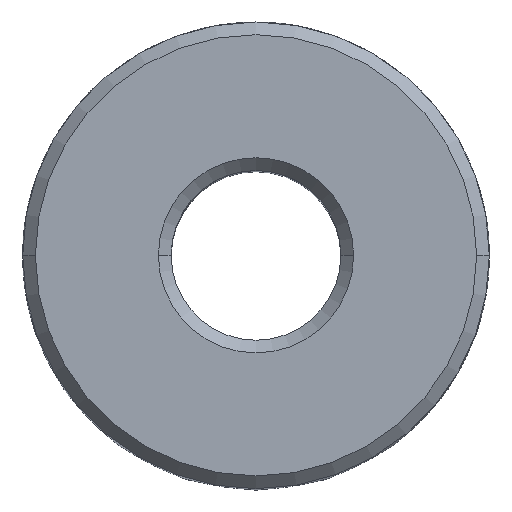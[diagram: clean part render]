
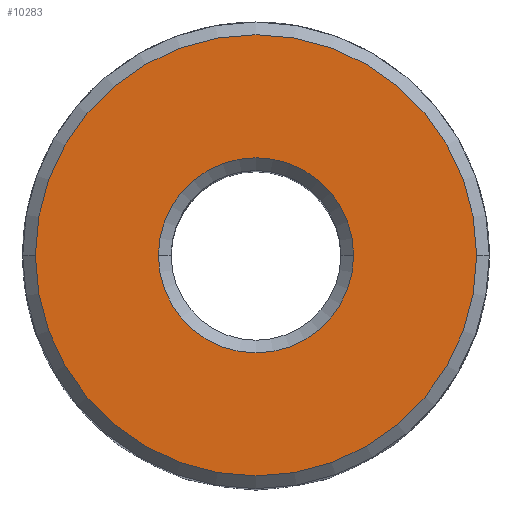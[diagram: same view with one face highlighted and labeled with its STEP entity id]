
A CAD part, top view. The second image highlights one B-rep face of the part: STEP entity #10283.
In plain terms, the highlighted planar face has unit normal (0, 0, 1).
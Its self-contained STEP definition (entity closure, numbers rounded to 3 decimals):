
#134 = FACE_BOUND ( 'NONE', #716, .T. ) ;
#357 = AXIS2_PLACEMENT_3D ( 'NONE', #6314, #4890, #18546 ) ;
#573 = DIRECTION ( 'NONE',  ( 0., 0., -1. ) ) ;
#716 = EDGE_LOOP ( 'NONE', ( #18412, #4602 ) ) ;
#855 = CARTESIAN_POINT ( 'NONE',  ( 0., 0., 18. ) ) ;
#2581 = EDGE_LOOP ( 'NONE', ( #11583, #9290 ) ) ;
#2868 = CARTESIAN_POINT ( 'NONE',  ( -5.2, 0., 18. ) ) ;
#3512 = FACE_OUTER_BOUND ( 'NONE', #2581, .T. ) ;
#4200 = AXIS2_PLACEMENT_3D ( 'NONE', #855, #573, #16869 ) ;
#4602 = ORIENTED_EDGE ( 'NONE', *, *, #13762, .T. ) ;
#4605 = VERTEX_POINT ( 'NONE', #16857 ) ;
#4731 = DIRECTION ( 'NONE',  ( 0., 0., -1. ) ) ;
#4890 = DIRECTION ( 'NONE',  ( 0., 0., -1. ) ) ;
#4936 = CIRCLE ( 'NONE', #15654, 5.2 ) ;
#4941 = DIRECTION ( 'NONE',  ( 0., -1., 0. ) ) ;
#5079 = DIRECTION ( 'NONE',  ( 0., 0., -1. ) ) ;
#5979 = VERTEX_POINT ( 'NONE', #2868 ) ;
#6314 = CARTESIAN_POINT ( 'NONE',  ( 0., 0., 18. ) ) ;
#7322 = CIRCLE ( 'NONE', #17727, 5.2 ) ;
#7371 = EDGE_CURVE ( 'NONE', #4605, #10435, #9716, .T. ) ;
#7911 = CARTESIAN_POINT ( 'NONE',  ( 5.2, 0., 18. ) ) ;
#7924 = AXIS2_PLACEMENT_3D ( 'NONE', #17684, #13359, #4941 ) ;
#9161 = DIRECTION ( 'NONE',  ( -1., 0., 0. ) ) ;
#9290 = ORIENTED_EDGE ( 'NONE', *, *, #12331, .F. ) ;
#9365 = PLANE ( 'NONE',  #7924 ) ;
#9716 = CIRCLE ( 'NONE', #4200, 2.3 ) ;
#10283 = ADVANCED_FACE ( 'NONE', ( #134, #3512 ), #9365, .F. ) ;
#10435 = VERTEX_POINT ( 'NONE', #12319 ) ;
#10775 = CARTESIAN_POINT ( 'NONE',  ( 0., 0., 18. ) ) ;
#11583 = ORIENTED_EDGE ( 'NONE', *, *, #13501, .F. ) ;
#12319 = CARTESIAN_POINT ( 'NONE',  ( -2.3, 0., 18. ) ) ;
#12331 = EDGE_CURVE ( 'NONE', #17634, #5979, #7322, .T. ) ;
#13359 = DIRECTION ( 'NONE',  ( 0., 0., -1. ) ) ;
#13501 = EDGE_CURVE ( 'NONE', #5979, #17634, #4936, .T. ) ;
#13762 = EDGE_CURVE ( 'NONE', #10435, #4605, #16897, .T. ) ;
#14082 = DIRECTION ( 'NONE',  ( -1., 0., 0. ) ) ;
#15654 = AXIS2_PLACEMENT_3D ( 'NONE', #10775, #4731, #9161 ) ;
#16689 = CARTESIAN_POINT ( 'NONE',  ( 0., 0., 18. ) ) ;
#16857 = CARTESIAN_POINT ( 'NONE',  ( 2.3, 0., 18. ) ) ;
#16869 = DIRECTION ( 'NONE',  ( -1., 0., 0. ) ) ;
#16897 = CIRCLE ( 'NONE', #357, 2.3 ) ;
#17634 = VERTEX_POINT ( 'NONE', #7911 ) ;
#17684 = CARTESIAN_POINT ( 'NONE',  ( 0., 0., 18. ) ) ;
#17727 = AXIS2_PLACEMENT_3D ( 'NONE', #16689, #5079, #14082 ) ;
#18412 = ORIENTED_EDGE ( 'NONE', *, *, #7371, .T. ) ;
#18546 = DIRECTION ( 'NONE',  ( -1., 0., 0. ) ) ;
